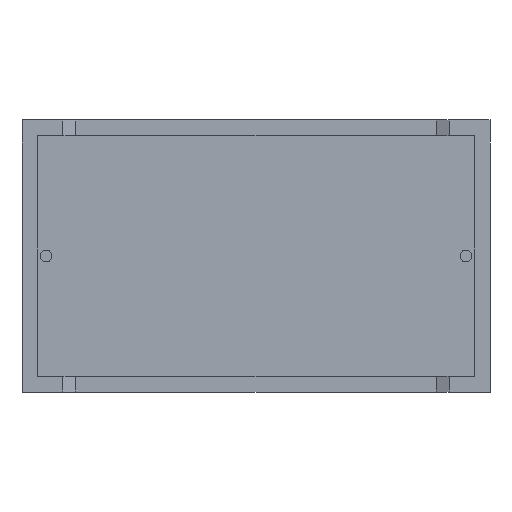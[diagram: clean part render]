
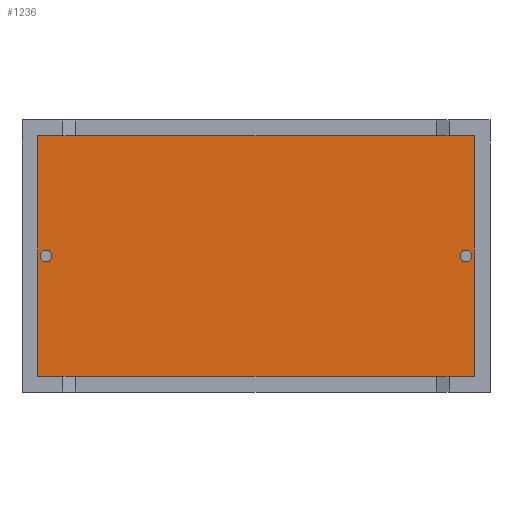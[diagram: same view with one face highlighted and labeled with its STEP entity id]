
A CAD part, front view. The second image highlights one B-rep face of the part: STEP entity #1236.
In plain terms, the highlighted planar face has unit normal (0, -1, 0).
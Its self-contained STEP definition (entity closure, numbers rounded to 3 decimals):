
#41 = CARTESIAN_POINT ( 'NONE',  ( 40.407, 0.75, 22.907 ) ) ;
#88 = AXIS2_PLACEMENT_3D ( 'NONE', #2377, #246, #967 ) ;
#96 = CARTESIAN_POINT ( 'NONE',  ( 2.15, 0.75, 12.15 ) ) ;
#124 = VERTEX_POINT ( 'NONE', #1984 ) ;
#139 = FACE_BOUND ( 'NONE', #2289, .T. ) ;
#181 = EDGE_CURVE ( 'NONE', #1491, #1504, #2272, .T. ) ;
#198 = LINE ( 'NONE', #2095, #2748 ) ;
#235 = EDGE_CURVE ( 'NONE', #2464, #527, #370, .T. ) ;
#246 = DIRECTION ( 'NONE',  ( 0., -1., 0. ) ) ;
#321 = CARTESIAN_POINT ( 'NONE',  ( 1.393, 0.75, 1.393 ) ) ;
#370 = LINE ( 'NONE', #1497, #2703 ) ;
#517 = CIRCLE ( 'NONE', #1596, 0.525 ) ;
#527 = VERTEX_POINT ( 'NONE', #2376 ) ;
#532 = DIRECTION ( 'NONE',  ( 0., 0., -1. ) ) ;
#568 = DIRECTION ( 'NONE',  ( 0., -1., 0. ) ) ;
#619 = DIRECTION ( 'NONE',  ( 0., 0., -1. ) ) ;
#696 = ORIENTED_EDGE ( 'NONE', *, *, #2215, .T. ) ;
#713 = ORIENTED_EDGE ( 'NONE', *, *, #1938, .F. ) ;
#840 = CARTESIAN_POINT ( 'NONE',  ( 1.393, 0.75, 22.907 ) ) ;
#843 = DIRECTION ( 'NONE',  ( 0., -1., 0. ) ) ;
#925 = VERTEX_POINT ( 'NONE', #1975 ) ;
#944 = DIRECTION ( 'NONE',  ( 0., 0., -1. ) ) ;
#949 = EDGE_LOOP ( 'NONE', ( #696, #2534, #1679, #1964 ) ) ;
#961 = FACE_BOUND ( 'NONE', #2904, .T. ) ;
#967 = DIRECTION ( 'NONE',  ( 0., 0., -1. ) ) ;
#976 = EDGE_CURVE ( 'NONE', #1504, #1491, #2302, .T. ) ;
#1076 = DIRECTION ( 'NONE',  ( 0., 0., -1. ) ) ;
#1083 = DIRECTION ( 'NONE',  ( 1., 0., 0. ) ) ;
#1236 = ADVANCED_FACE ( 'NONE', ( #961, #2616, #139 ), #1535, .T. ) ;
#1269 = AXIS2_PLACEMENT_3D ( 'NONE', #1278, #1514, #532 ) ;
#1278 = CARTESIAN_POINT ( 'NONE',  ( 2.15, 0.75, 12.15 ) ) ;
#1386 = LINE ( 'NONE', #2020, #2697 ) ;
#1395 = CIRCLE ( 'NONE', #88, 0.525 ) ;
#1491 = VERTEX_POINT ( 'NONE', #1653 ) ;
#1497 = CARTESIAN_POINT ( 'NONE',  ( 40.407, 0.75, 22.907 ) ) ;
#1504 = VERTEX_POINT ( 'NONE', #1885 ) ;
#1514 = DIRECTION ( 'NONE',  ( 0., -1., 0. ) ) ;
#1535 = PLANE ( 'NONE',  #1880 ) ;
#1596 = AXIS2_PLACEMENT_3D ( 'NONE', #2134, #843, #944 ) ;
#1612 = DIRECTION ( 'NONE',  ( 0., 0., 1. ) ) ;
#1653 = CARTESIAN_POINT ( 'NONE',  ( 2.15, 0.75, 11.625 ) ) ;
#1679 = ORIENTED_EDGE ( 'NONE', *, *, #2399, .T. ) ;
#1776 = VECTOR ( 'NONE', #619, 1000. ) ;
#1783 = CARTESIAN_POINT ( 'NONE',  ( 0., 0.75, 0. ) ) ;
#1880 = AXIS2_PLACEMENT_3D ( 'NONE', #1783, #2752, #1076 ) ;
#1885 = CARTESIAN_POINT ( 'NONE',  ( 2.15, 0.75, 12.675 ) ) ;
#1938 = EDGE_CURVE ( 'NONE', #1940, #925, #1395, .T. ) ;
#1940 = VERTEX_POINT ( 'NONE', #2589 ) ;
#1964 = ORIENTED_EDGE ( 'NONE', *, *, #235, .T. ) ;
#1975 = CARTESIAN_POINT ( 'NONE',  ( 39.65, 0.75, 11.625 ) ) ;
#1984 = CARTESIAN_POINT ( 'NONE',  ( 40.407, 0.75, 1.393 ) ) ;
#2020 = CARTESIAN_POINT ( 'NONE',  ( 1.393, 0.75, 1.393 ) ) ;
#2095 = CARTESIAN_POINT ( 'NONE',  ( 40.407, 0.75, 1.393 ) ) ;
#2134 = CARTESIAN_POINT ( 'NONE',  ( 39.65, 0.75, 12.15 ) ) ;
#2212 = DIRECTION ( 'NONE',  ( 0., 0., -1. ) ) ;
#2215 = EDGE_CURVE ( 'NONE', #527, #2543, #2422, .T. ) ;
#2272 = CIRCLE ( 'NONE', #2867, 0.525 ) ;
#2289 = EDGE_LOOP ( 'NONE', ( #2391, #2558 ) ) ;
#2302 = CIRCLE ( 'NONE', #1269, 0.525 ) ;
#2376 = CARTESIAN_POINT ( 'NONE',  ( 1.393, 0.75, 22.907 ) ) ;
#2377 = CARTESIAN_POINT ( 'NONE',  ( 39.65, 0.75, 12.15 ) ) ;
#2391 = ORIENTED_EDGE ( 'NONE', *, *, #976, .F. ) ;
#2399 = EDGE_CURVE ( 'NONE', #124, #2464, #198, .T. ) ;
#2422 = LINE ( 'NONE', #840, #1776 ) ;
#2464 = VERTEX_POINT ( 'NONE', #41 ) ;
#2519 = EDGE_CURVE ( 'NONE', #925, #1940, #517, .T. ) ;
#2534 = ORIENTED_EDGE ( 'NONE', *, *, #2827, .T. ) ;
#2543 = VERTEX_POINT ( 'NONE', #321 ) ;
#2558 = ORIENTED_EDGE ( 'NONE', *, *, #181, .F. ) ;
#2589 = CARTESIAN_POINT ( 'NONE',  ( 39.65, 0.75, 12.675 ) ) ;
#2616 = FACE_OUTER_BOUND ( 'NONE', #949, .T. ) ;
#2671 = ORIENTED_EDGE ( 'NONE', *, *, #2519, .F. ) ;
#2697 = VECTOR ( 'NONE', #1083, 1000. ) ;
#2703 = VECTOR ( 'NONE', #2937, 1000. ) ;
#2748 = VECTOR ( 'NONE', #1612, 1000. ) ;
#2752 = DIRECTION ( 'NONE',  ( 0., -1., 0. ) ) ;
#2827 = EDGE_CURVE ( 'NONE', #2543, #124, #1386, .T. ) ;
#2867 = AXIS2_PLACEMENT_3D ( 'NONE', #96, #568, #2212 ) ;
#2904 = EDGE_LOOP ( 'NONE', ( #713, #2671 ) ) ;
#2937 = DIRECTION ( 'NONE',  ( -1., 0., 0. ) ) ;
